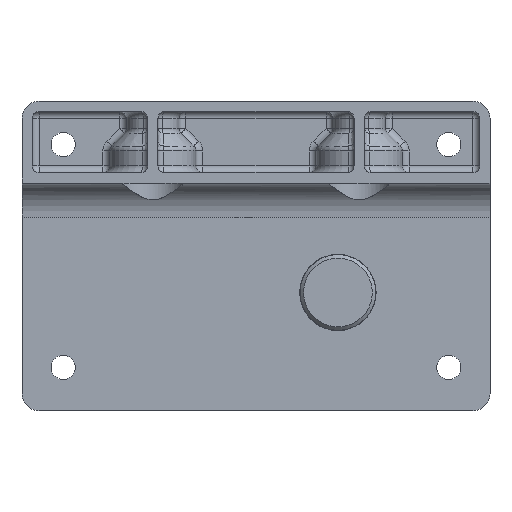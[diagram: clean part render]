
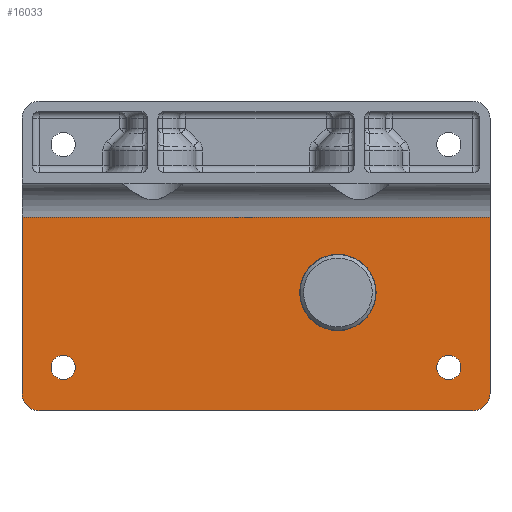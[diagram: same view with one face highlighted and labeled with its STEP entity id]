
A CAD part, front view. The second image highlights one B-rep face of the part: STEP entity #16033.
In plain terms, the highlighted face is planar.
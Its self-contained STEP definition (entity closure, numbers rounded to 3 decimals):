
#467=FACE_BOUND('',#1789,.T.);
#468=FACE_BOUND('',#1790,.T.);
#469=FACE_BOUND('',#1791,.T.);
#803=FACE_OUTER_BOUND('',#1788,.T.);
#1788=EDGE_LOOP('',(#10685,#10686,#10687,#10688,#10689,#10690));
#1789=EDGE_LOOP('',(#10691));
#1790=EDGE_LOOP('',(#10692));
#1791=EDGE_LOOP('',(#10693));
#2842=CIRCLE('',#17086,2.5);
#2844=CIRCLE('',#17089,2.5);
#2845=CIRCLE('',#17090,1.765);
#2846=CIRCLE('',#17091,5.55);
#2847=CIRCLE('',#17092,1.765);
#3556=LINE('',#23508,#5133);
#3558=LINE('',#23519,#5135);
#3559=LINE('',#23521,#5136);
#3560=LINE('',#23522,#5137);
#5133=VECTOR('',#18710,63.);
#5135=VECTOR('',#18722,25.6);
#5136=VECTOR('',#18723,68.);
#5137=VECTOR('',#18724,25.6);
#6700=VERTEX_POINT('',#23476);
#6715=VERTEX_POINT('',#23506);
#6716=VERTEX_POINT('',#23510);
#6718=VERTEX_POINT('',#23516);
#6719=VERTEX_POINT('',#23518);
#6720=VERTEX_POINT('',#23520);
#6721=VERTEX_POINT('',#23523);
#6722=VERTEX_POINT('',#23525);
#6723=VERTEX_POINT('',#23527);
#8229=EDGE_CURVE('',#6715,#6700,#3556,.T.);
#8230=EDGE_CURVE('',#6716,#6700,#2842,.T.);
#8233=EDGE_CURVE('',#6715,#6718,#2844,.T.);
#8234=EDGE_CURVE('',#6719,#6718,#3558,.T.);
#8235=EDGE_CURVE('',#6719,#6720,#3559,.T.);
#8236=EDGE_CURVE('',#6720,#6716,#3560,.T.);
#8237=EDGE_CURVE('',#6721,#6721,#2845,.T.);
#8238=EDGE_CURVE('',#6722,#6722,#2846,.T.);
#8239=EDGE_CURVE('',#6723,#6723,#2847,.T.);
#10685=ORIENTED_EDGE('',*,*,#8230,.T.);
#10686=ORIENTED_EDGE('',*,*,#8229,.F.);
#10687=ORIENTED_EDGE('',*,*,#8233,.T.);
#10688=ORIENTED_EDGE('',*,*,#8234,.F.);
#10689=ORIENTED_EDGE('',*,*,#8235,.T.);
#10690=ORIENTED_EDGE('',*,*,#8236,.T.);
#10691=ORIENTED_EDGE('',*,*,#8237,.F.);
#10692=ORIENTED_EDGE('',*,*,#8238,.T.);
#10693=ORIENTED_EDGE('',*,*,#8239,.T.);
#15559=PLANE('',#17088);
#16033=ADVANCED_FACE('',(#803,#467,#468,#469),#15559,.F.);
#17086=AXIS2_PLACEMENT_3D('',#23511,#18713,#18714);
#17088=AXIS2_PLACEMENT_3D('',#23515,#18718,#18719);
#17089=AXIS2_PLACEMENT_3D('',#23517,#18720,#18721);
#17090=AXIS2_PLACEMENT_3D('',#23524,#18725,#18726);
#17091=AXIS2_PLACEMENT_3D('',#23526,#18727,#18728);
#17092=AXIS2_PLACEMENT_3D('',#23528,#18729,#18730);
#18710=DIRECTION('',(1.,0.,0.));
#18713=DIRECTION('center_axis',(0.,1.,0.));
#18714=DIRECTION('ref_axis',(1.,0.,0.));
#18718=DIRECTION('center_axis',(0.,-1.,0.));
#18719=DIRECTION('ref_axis',(0.,0.,-1.));
#18720=DIRECTION('center_axis',(0.,1.,0.));
#18721=DIRECTION('ref_axis',(0.,0.,-1.));
#18722=DIRECTION('',(0.,0.,-1.));
#18723=DIRECTION('',(1.,0.,0.));
#18724=DIRECTION('',(0.,0.,-1.));
#18725=DIRECTION('center_axis',(0.,1.,0.));
#18726=DIRECTION('ref_axis',(0.,0.,-1.));
#18727=DIRECTION('center_axis',(0.,-1.,0.));
#18728=DIRECTION('ref_axis',(1.,0.,0.));
#18729=DIRECTION('center_axis',(0.,-1.,0.));
#18730=DIRECTION('ref_axis',(0.,0.,-1.));
#23476=CARTESIAN_POINT('',(31.5,-4.7,-22.5));
#23506=CARTESIAN_POINT('',(-31.5,-4.7,-22.5));
#23508=CARTESIAN_POINT('',(-31.5,-4.7,-22.5));
#23510=CARTESIAN_POINT('',(34.,-4.7,-20.));
#23511=CARTESIAN_POINT('Origin',(31.5,-4.7,-20.));
#23515=CARTESIAN_POINT('Origin',(30.,-4.7,5.6));
#23516=CARTESIAN_POINT('',(-34.,-4.7,-20.));
#23517=CARTESIAN_POINT('Origin',(-31.5,-4.7,-20.));
#23518=CARTESIAN_POINT('',(-34.,-4.7,5.6));
#23519=CARTESIAN_POINT('',(-34.,-4.7,5.6));
#23520=CARTESIAN_POINT('',(34.,-4.7,5.6));
#23521=CARTESIAN_POINT('',(-34.,-4.7,5.6));
#23522=CARTESIAN_POINT('',(34.,-4.7,5.6));
#23523=CARTESIAN_POINT('',(28.,-4.7,-14.425));
#23524=CARTESIAN_POINT('Origin',(28.,-4.7,-16.19));
#23525=CARTESIAN_POINT('',(-17.45,-4.7,-5.3));
#23526=CARTESIAN_POINT('Origin',(-11.9,-4.7,-5.3));
#23527=CARTESIAN_POINT('',(-28.,-4.7,-14.425));
#23528=CARTESIAN_POINT('Origin',(-28.,-4.7,-16.19));
